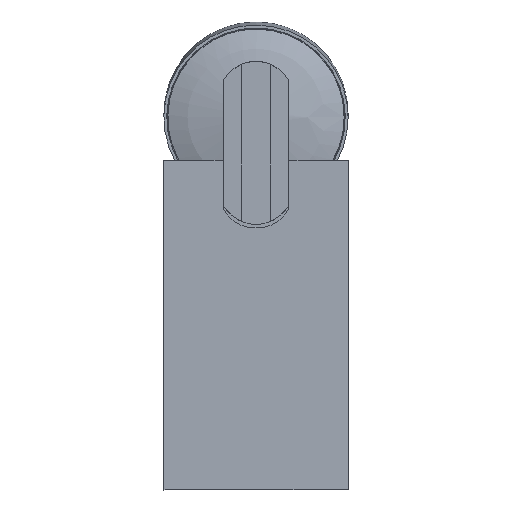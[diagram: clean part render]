
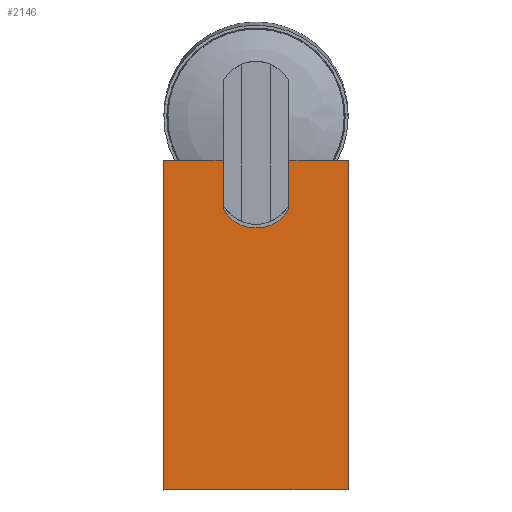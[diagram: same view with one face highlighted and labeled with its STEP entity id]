
A CAD part, left-side view. The second image highlights one B-rep face of the part: STEP entity #2146.
In plain terms, the highlighted face is planar.
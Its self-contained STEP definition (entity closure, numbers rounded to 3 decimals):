
#43 = PLANE ( 'NONE',  #1096 ) ;
#48 = CARTESIAN_POINT ( 'NONE',  ( -17., -9.2, 0. ) ) ;
#53 = CARTESIAN_POINT ( 'NONE',  ( -47.5, -157.805, 0. ) ) ;
#54 = LINE ( 'NONE', #545, #409 ) ;
#85 = ORIENTED_EDGE ( 'NONE', *, *, #2719, .F. ) ;
#88 = DIRECTION ( 'NONE',  ( 0., 0., -1. ) ) ;
#124 = CARTESIAN_POINT ( 'NONE',  ( -17., 15.8, 0. ) ) ;
#189 = VERTEX_POINT ( 'NONE', #1319 ) ;
#196 = EDGE_CURVE ( 'NONE', #2534, #189, #396, .T. ) ;
#260 = DIRECTION ( 'NONE',  ( 0., 0., 1. ) ) ;
#280 = VERTEX_POINT ( 'NONE', #1200 ) ;
#317 = VERTEX_POINT ( 'NONE', #2386 ) ;
#396 = LINE ( 'NONE', #124, #2383 ) ;
#409 = VECTOR ( 'NONE', #1720, 1000. ) ;
#451 = CARTESIAN_POINT ( 'NONE',  ( -47.5, 15.8, 0. ) ) ;
#466 = VERTEX_POINT ( 'NONE', #451 ) ;
#517 = VECTOR ( 'NONE', #2912, 1000. ) ;
#524 = CARTESIAN_POINT ( 'NONE',  ( -51.105, 15.8, 0. ) ) ;
#544 = CARTESIAN_POINT ( 'NONE',  ( 51.105, -154.2, 0. ) ) ;
#545 = CARTESIAN_POINT ( 'NONE',  ( 17., -56.7, 0. ) ) ;
#561 = VERTEX_POINT ( 'NONE', #2300 ) ;
#668 = ORIENTED_EDGE ( 'NONE', *, *, #3006, .F. ) ;
#673 = EDGE_CURVE ( 'NONE', #466, #189, #2555, .T. ) ;
#709 = CARTESIAN_POINT ( 'NONE',  ( -51.105, 15.8, 0. ) ) ;
#736 = EDGE_CURVE ( 'NONE', #1232, #2855, #1417, .T. ) ;
#754 = DIRECTION ( 'NONE',  ( -1., 0., 0. ) ) ;
#782 = CARTESIAN_POINT ( 'NONE',  ( 47.5, 19.405, 0. ) ) ;
#1096 = AXIS2_PLACEMENT_3D ( 'NONE', #1253, #88, #1459 ) ;
#1146 = CARTESIAN_POINT ( 'NONE',  ( 17., -9.2, 0. ) ) ;
#1178 = CARTESIAN_POINT ( 'NONE',  ( 47.5, 15.8, 0. ) ) ;
#1190 = VERTEX_POINT ( 'NONE', #1146 ) ;
#1200 = CARTESIAN_POINT ( 'NONE',  ( -47.5, -154.2, 0. ) ) ;
#1218 = DIRECTION ( 'NONE',  ( 0., -1., 0. ) ) ;
#1232 = VERTEX_POINT ( 'NONE', #1178 ) ;
#1247 = VECTOR ( 'NONE', #1926, 1000. ) ;
#1253 = CARTESIAN_POINT ( 'NONE',  ( 0., -56.7, 0. ) ) ;
#1254 = ORIENTED_EDGE ( 'NONE', *, *, #2994, .F. ) ;
#1301 = VECTOR ( 'NONE', #2836, 1000. ) ;
#1319 = CARTESIAN_POINT ( 'NONE',  ( -17., 15.8, 0. ) ) ;
#1343 = EDGE_CURVE ( 'NONE', #1190, #317, #54, .T. ) ;
#1385 = ORIENTED_EDGE ( 'NONE', *, *, #736, .F. ) ;
#1399 = DIRECTION ( 'NONE',  ( 0., -1., 0. ) ) ;
#1417 = LINE ( 'NONE', #782, #1791 ) ;
#1459 = DIRECTION ( 'NONE',  ( 0., 1., 0. ) ) ;
#1490 = LINE ( 'NONE', #524, #517 ) ;
#1563 = ORIENTED_EDGE ( 'NONE', *, *, #1862, .F. ) ;
#1659 = DIRECTION ( 'NONE',  ( -1., 0., 0. ) ) ;
#1663 = ORIENTED_EDGE ( 'NONE', *, *, #3050, .F. ) ;
#1720 = DIRECTION ( 'NONE',  ( 0., 1., 0. ) ) ;
#1791 = VECTOR ( 'NONE', #1218, 1000. ) ;
#1862 = EDGE_CURVE ( 'NONE', #317, #1232, #1490, .T. ) ;
#1926 = DIRECTION ( 'NONE',  ( 0., 1., 0. ) ) ;
#1942 = LINE ( 'NONE', #2842, #2667 ) ;
#2054 = CARTESIAN_POINT ( 'NONE',  ( 0., 0.25, 0. ) ) ;
#2083 = ORIENTED_EDGE ( 'NONE', *, *, #196, .T. ) ;
#2122 = AXIS2_PLACEMENT_3D ( 'NONE', #2054, #260, #1399 ) ;
#2146 = ADVANCED_FACE ( 'NONE', ( #2876 ), #43, .F. ) ;
#2300 = CARTESIAN_POINT ( 'NONE',  ( -44.502, -154.2, 0. ) ) ;
#2353 = EDGE_LOOP ( 'NONE', ( #2909, #668, #1254, #1663, #1385, #1563, #2682, #85, #2083 ) ) ;
#2380 = VECTOR ( 'NONE', #1659, 1000. ) ;
#2383 = VECTOR ( 'NONE', #2449, 1000. ) ;
#2386 = CARTESIAN_POINT ( 'NONE',  ( 17., 15.8, 0. ) ) ;
#2403 = LINE ( 'NONE', #53, #1247 ) ;
#2449 = DIRECTION ( 'NONE',  ( 0., 1., 0. ) ) ;
#2534 = VERTEX_POINT ( 'NONE', #48 ) ;
#2555 = LINE ( 'NONE', #709, #1301 ) ;
#2644 = LINE ( 'NONE', #544, #2380 ) ;
#2667 = VECTOR ( 'NONE', #754, 1000. ) ;
#2682 = ORIENTED_EDGE ( 'NONE', *, *, #1343, .F. ) ;
#2707 = CIRCLE ( 'NONE', #2122, 19.45 ) ;
#2719 = EDGE_CURVE ( 'NONE', #2534, #1190, #2707, .T. ) ;
#2836 = DIRECTION ( 'NONE',  ( 1., 0., 0. ) ) ;
#2842 = CARTESIAN_POINT ( 'NONE',  ( 0., -154.2, 0. ) ) ;
#2855 = VERTEX_POINT ( 'NONE', #2963 ) ;
#2876 = FACE_OUTER_BOUND ( 'NONE', #2353, .T. ) ;
#2909 = ORIENTED_EDGE ( 'NONE', *, *, #673, .F. ) ;
#2912 = DIRECTION ( 'NONE',  ( 1., 0., 0. ) ) ;
#2963 = CARTESIAN_POINT ( 'NONE',  ( 47.5, -154.2, 0. ) ) ;
#2994 = EDGE_CURVE ( 'NONE', #561, #280, #1942, .T. ) ;
#3006 = EDGE_CURVE ( 'NONE', #280, #466, #2403, .T. ) ;
#3050 = EDGE_CURVE ( 'NONE', #2855, #561, #2644, .T. ) ;
